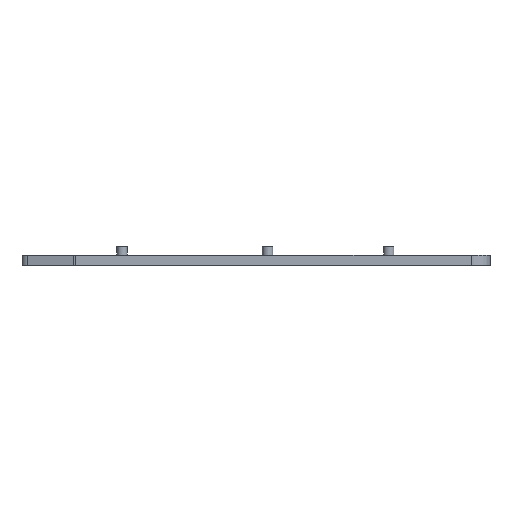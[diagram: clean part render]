
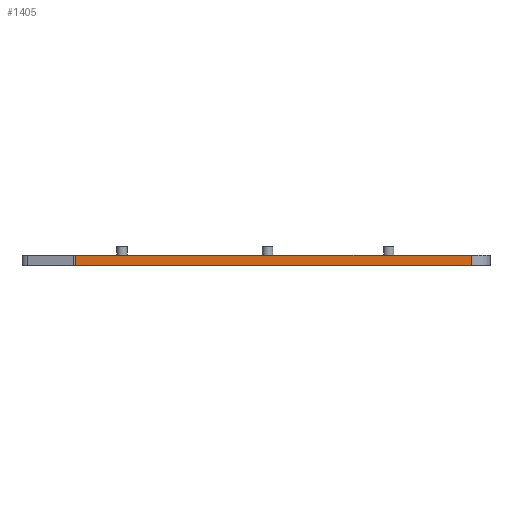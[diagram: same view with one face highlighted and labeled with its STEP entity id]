
A CAD part, front view. The second image highlights one B-rep face of the part: STEP entity #1405.
In plain terms, the highlighted planar face has unit normal (0, -1, 0).
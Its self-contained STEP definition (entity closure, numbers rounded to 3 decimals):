
#157=DIRECTION('',(1.,0.,0.));
#158=VECTOR('',#157,84.152);
#159=CARTESIAN_POINT('',(-43.292,0.,0.));
#160=LINE('',#159,#158);
#320=DIRECTION('',(1.,0.,0.));
#321=VECTOR('',#320,84.152);
#322=CARTESIAN_POINT('',(-43.292,0.,2.2));
#323=LINE('',#322,#321);
#509=DIRECTION('',(0.,0.,1.));
#510=VECTOR('',#509,2.2);
#511=CARTESIAN_POINT('',(-43.292,0.,0.));
#512=LINE('',#511,#510);
#513=DIRECTION('',(0.,0.,1.));
#514=VECTOR('',#513,2.2);
#515=CARTESIAN_POINT('',(40.86,0.,0.));
#516=LINE('',#515,#514);
#579=CARTESIAN_POINT('',(-43.292,0.,0.));
#580=VERTEX_POINT('',#579);
#581=CARTESIAN_POINT('',(40.86,0.,0.));
#582=VERTEX_POINT('',#581);
#597=CARTESIAN_POINT('',(-43.292,0.,2.2));
#598=VERTEX_POINT('',#597);
#599=CARTESIAN_POINT('',(40.86,0.,2.2));
#600=VERTEX_POINT('',#599);
#1393=CARTESIAN_POINT('',(-43.292,0.,0.));
#1394=DIRECTION('',(0.,-1.,0.));
#1395=DIRECTION('',(1.,0.,0.));
#1396=AXIS2_PLACEMENT_3D('',#1393,#1394,#1395);
#1397=PLANE('',#1396);
#1398=ORIENTED_EDGE('',*,*,#826,.F.);
#1399=ORIENTED_EDGE('',*,*,#1388,.T.);
#1400=ORIENTED_EDGE('',*,*,#931,.T.);
#1402=ORIENTED_EDGE('',*,*,#1401,.F.);
#1403=EDGE_LOOP('',(#1398,#1399,#1400,#1402));
#1404=FACE_OUTER_BOUND('',#1403,.F.);
#1405=ADVANCED_FACE('',(#1404),#1397,.T.);
#826=EDGE_CURVE('',#580,#582,#160,.T.);
#931=EDGE_CURVE('',#598,#600,#323,.T.);
#1388=EDGE_CURVE('',#580,#598,#512,.T.);
#1401=EDGE_CURVE('',#582,#600,#516,.T.);
